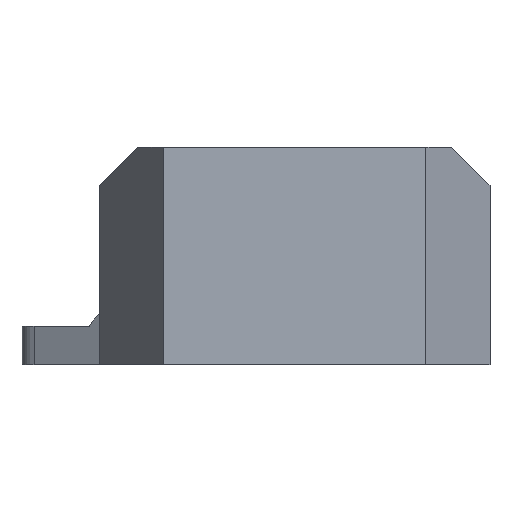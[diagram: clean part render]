
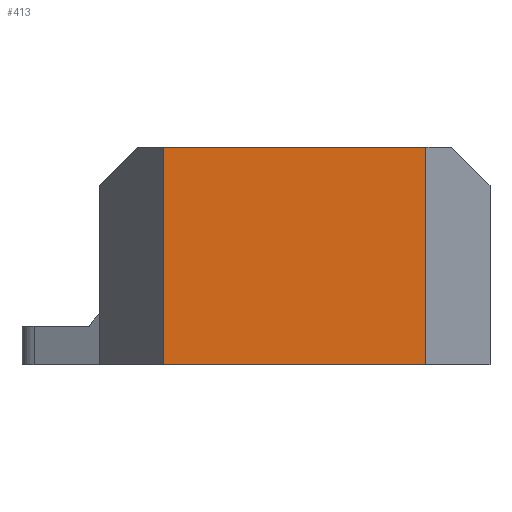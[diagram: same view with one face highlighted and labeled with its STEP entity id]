
A CAD part, left-side view. The second image highlights one B-rep face of the part: STEP entity #413.
In plain terms, the highlighted planar face has unit normal (-1, 0, 0).
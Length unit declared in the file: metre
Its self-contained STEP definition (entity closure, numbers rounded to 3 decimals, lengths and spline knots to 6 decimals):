
#413 = ADVANCED_FACE( '', ( #837 ), #838, .F. );
#837 = FACE_OUTER_BOUND( '', #1294, .T. );
#838 = PLANE( '', #1295 );
#1294 = EDGE_LOOP( '', ( #2556, #2557, #2558, #2559 ) );
#1295 = AXIS2_PLACEMENT_3D( '', #2560, #2561, #2562 );
#2556 = ORIENTED_EDGE( '', *, *, #2877, .F. );
#2557 = ORIENTED_EDGE( '', *, *, #2716, .T. );
#2558 = ORIENTED_EDGE( '', *, *, #2611, .T. );
#2559 = ORIENTED_EDGE( '', *, *, #2826, .T. );
#2560 = CARTESIAN_POINT( '', ( -0.03075, 0., 0.014 ) );
#2561 = DIRECTION( '', ( 1., 0., 0. ) );
#2562 = DIRECTION( '', ( 0., 0., -1. ) );
#2611 = EDGE_CURVE( '', #3113, #3114, #3115, .T. );
#2716 = EDGE_CURVE( '', #3296, #3113, #3301, .T. );
#2826 = EDGE_CURVE( '', #3114, #3477, #3479, .T. );
#2877 = EDGE_CURVE( '', #3296, #3477, #3553, .T. );
#3113 = VERTEX_POINT( '', #3855 );
#3114 = VERTEX_POINT( '', #3856 );
#3115 = LINE( '', #3857, #3858 );
#3296 = VERTEX_POINT( '', #4138 );
#3301 = LINE( '', #4146, #4147 );
#3477 = VERTEX_POINT( '', #4419 );
#3479 = LINE( '', #4422, #4423 );
#3553 = LINE( '', #4550, #4551 );
#3855 = CARTESIAN_POINT( '', ( -0.03075, 0.01025, 0. ) );
#3856 = CARTESIAN_POINT( '', ( -0.03075, -0.01025, 0. ) );
#3857 = CARTESIAN_POINT( '', ( -0.03075, 0., 0. ) );
#3858 = VECTOR( '', #4970, 1. );
#4138 = CARTESIAN_POINT( '', ( -0.03075, 0.01025, 0.017 ) );
#4146 = CARTESIAN_POINT( '', ( -0.03075, 0.01025, 0. ) );
#4147 = VECTOR( '', #5045, 1. );
#4419 = CARTESIAN_POINT( '', ( -0.03075, -0.01025, 0.017 ) );
#4422 = CARTESIAN_POINT( '', ( -0.03075, -0.01025, 0.014 ) );
#4423 = VECTOR( '', #5131, 1. );
#4550 = CARTESIAN_POINT( '', ( -0.03075, 0., 0.017 ) );
#4551 = VECTOR( '', #5163, 1. );
#4970 = DIRECTION( '', ( 0., -1., 0. ) );
#5045 = DIRECTION( '', ( 0., 0., -1. ) );
#5131 = DIRECTION( '', ( 0., 0., 1. ) );
#5163 = DIRECTION( '', ( 0., -1., 0. ) );
